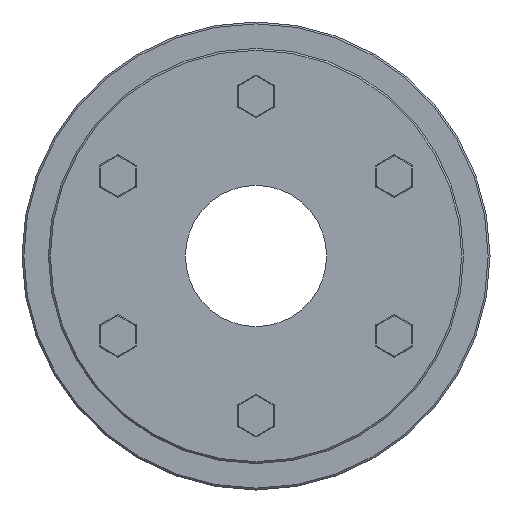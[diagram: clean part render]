
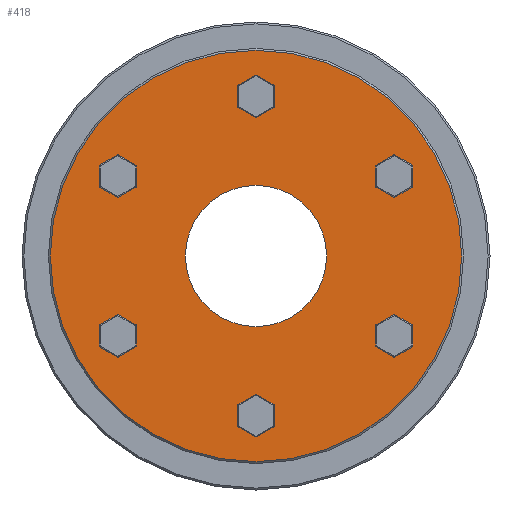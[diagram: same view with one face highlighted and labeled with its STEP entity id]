
A CAD part, left-side view. The second image highlights one B-rep face of the part: STEP entity #418.
In plain terms, the highlighted planar face has unit normal (-1, 0, 0).
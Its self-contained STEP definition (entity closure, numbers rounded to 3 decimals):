
#159 = EDGE_CURVE ( 'NONE', #5031, #5032, #5525, .T. ) ;
#181 = EDGE_CURVE ( 'NONE', #5010, #5009, #5562, .T. ) ;
#186 = EDGE_CURVE ( 'NONE', #5009, #5010, #5568, .T. ) ;
#193 = EDGE_CURVE ( 'NONE', #5032, #5031, #5574, .T. ) ;
#418 = ADVANCED_FACE ( 'NONE', ( #6385, #6388 ), #7040, .T. ) ;
#1048 = ORIENTED_EDGE ( 'NONE', *, *, #193, .T. ) ;
#1049 = ORIENTED_EDGE ( 'NONE', *, *, #159, .T. ) ;
#1050 = ORIENTED_EDGE ( 'NONE', *, *, #181, .T. ) ;
#1051 = ORIENTED_EDGE ( 'NONE', *, *, #186, .T. ) ;
#1174 = EDGE_LOOP ( 'NONE', ( #1048, #1049 ) ) ;
#1179 = EDGE_LOOP ( 'NONE', ( #1050, #1051 ) ) ;
#4524 = AXIS2_PLACEMENT_3D ( 'NONE', #5712, #5718, #5719 ) ;
#4532 = AXIS2_PLACEMENT_3D ( 'NONE', #5781, #5783, #5784 ) ;
#4536 = AXIS2_PLACEMENT_3D ( 'NONE', #5770, #5773, #5774 ) ;
#4539 = AXIS2_PLACEMENT_3D ( 'NONE', #5802, #5804, #5805 ) ;
#5009 = VERTEX_POINT ( 'NONE', #14778 ) ;
#5010 = VERTEX_POINT ( 'NONE', #14779 ) ;
#5031 = VERTEX_POINT ( 'NONE', #14801 ) ;
#5032 = VERTEX_POINT ( 'NONE', #14802 ) ;
#5525 = CIRCLE ( 'NONE', #4524, 55.38 ) ;
#5562 = CIRCLE ( 'NONE', #4536, 19. ) ;
#5568 = CIRCLE ( 'NONE', #4532, 19. ) ;
#5574 = CIRCLE ( 'NONE', #4539, 55.38 ) ;
#5712 = CARTESIAN_POINT ( 'NONE',  ( -37., 0., 0. ) ) ;
#5718 = DIRECTION ( 'NONE',  ( -1., 0., 0. ) ) ;
#5719 = DIRECTION ( 'NONE',  ( 0., -1., 0. ) ) ;
#5770 = CARTESIAN_POINT ( 'NONE',  ( -37., 0., 0. ) ) ;
#5773 = DIRECTION ( 'NONE',  ( 1., 0., 0. ) ) ;
#5774 = DIRECTION ( 'NONE',  ( 0., 1., 0. ) ) ;
#5781 = CARTESIAN_POINT ( 'NONE',  ( -37., 0., 0. ) ) ;
#5783 = DIRECTION ( 'NONE',  ( 1., 0., 0. ) ) ;
#5784 = DIRECTION ( 'NONE',  ( 0., 1., 0. ) ) ;
#5802 = CARTESIAN_POINT ( 'NONE',  ( -37., 0., 0. ) ) ;
#5804 = DIRECTION ( 'NONE',  ( -1., 0., 0. ) ) ;
#5805 = DIRECTION ( 'NONE',  ( 0., -1., 0. ) ) ;
#6385 = FACE_OUTER_BOUND ( 'NONE', #1174, .T. ) ;
#6388 = FACE_BOUND ( 'NONE', #1179, .T. ) ;
#7039 = CARTESIAN_POINT ( 'NONE',  ( -37., 19., 0. ) ) ;
#7040 = PLANE ( 'NONE',  #7065 ) ;
#7042 = DIRECTION ( 'NONE',  ( -1., 0., 0. ) ) ;
#7043 = DIRECTION ( 'NONE',  ( 0., -1., 0. ) ) ;
#7065 = AXIS2_PLACEMENT_3D ( 'NONE', #7039, #7042, #7043 ) ;
#14778 = CARTESIAN_POINT ( 'NONE',  ( -37., -19., 0. ) ) ;
#14779 = CARTESIAN_POINT ( 'NONE',  ( -37., 19., 0. ) ) ;
#14801 = CARTESIAN_POINT ( 'NONE',  ( -37., -55.38, 0. ) ) ;
#14802 = CARTESIAN_POINT ( 'NONE',  ( -37., 55.38, 0. ) ) ;
